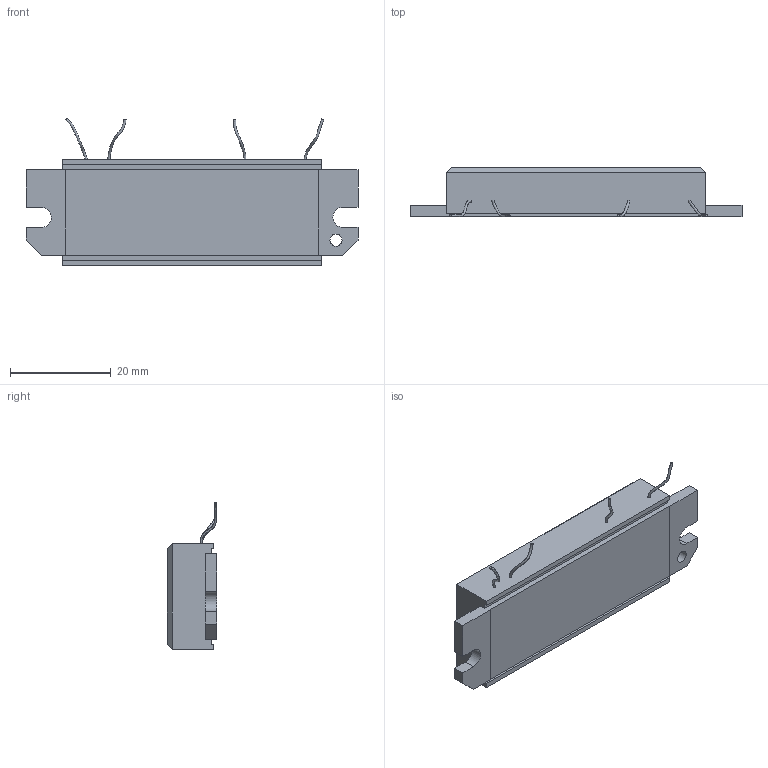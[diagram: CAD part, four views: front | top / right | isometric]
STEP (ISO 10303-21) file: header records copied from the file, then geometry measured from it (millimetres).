
FILE_DESCRIPTION(/* description */ (''),/* implementation_level */ '2;1');
FILE_NAME(/* name */ 'RA30H4047M v20.step',/* time_stamp */ '2018-06-26T21:20:38-06:00',/* author */ ('mima3079'),/* organization */ (''),/* preprocessor_version */ 'ST-DEVELOPER v17',/* originating_system */ 'Autodesk Translation Framework v7.1.0.215',/* authorisation */ '');
FILE_SCHEMA (('AUTOMOTIVE_DESIGN { 1 0 10303 214 3 1 1 }'));
Length unit declared in the file: millimetre
Products named in the file (1): RA30H4047M
Bounding box: 66 x 9.93 x 29.11 mm (x, y, z)
Volume: 9768.7 mm3; surface area: 6075.5 mm2
Topology: 2 solids, 2 shells, 51 faces, 125 edges, 82 vertices
Faces by surface type: plane 44, bspline 4, cylinder 3
Full cylindrical faces by diameter (mm): 2.412 x1
Entity records: 2300 total; most frequent: CARTESIAN_POINT 1049, ORIENTED_EDGE 250, DIRECTION 223, EDGE_CURVE 125, LINE 107, VECTOR 107, VERTEX_POINT 82, AXIS2_PLACEMENT_3D 58
